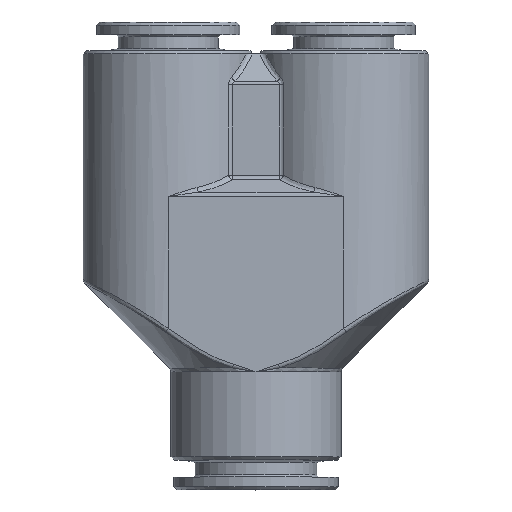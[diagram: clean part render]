
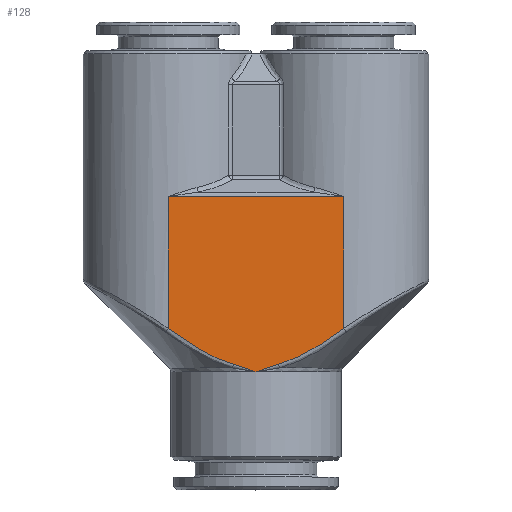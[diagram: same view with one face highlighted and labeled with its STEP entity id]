
A CAD part, top view. The second image highlights one B-rep face of the part: STEP entity #128.
In plain terms, the highlighted planar face has unit normal (0, 0, 1).
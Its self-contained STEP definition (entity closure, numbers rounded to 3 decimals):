
#128 = ADVANCED_FACE( 'NONE', ( #303 ), #304, .F. );
#303 = FACE_OUTER_BOUND( '', #1123, .T. );
#304 = PLANE( '', #1124 );
#1123 = EDGE_LOOP( '', ( #1790, #1791, #1792, #1793, #1794, #1795, #1796 ) );
#1124 = AXIS2_PLACEMENT_3D( '', #1797, #1798, #1799 );
#1790 = ORIENTED_EDGE( '', *, *, #2158, .T. );
#1791 = ORIENTED_EDGE( '', *, *, #2236, .T. );
#1792 = ORIENTED_EDGE( '', *, *, #2227, .F. );
#1793 = ORIENTED_EDGE( '', *, *, #2219, .T. );
#1794 = ORIENTED_EDGE( '', *, *, #2187, .T. );
#1795 = ORIENTED_EDGE( '', *, *, #2123, .T. );
#1796 = ORIENTED_EDGE( '', *, *, #2237, .T. );
#1797 = CARTESIAN_POINT( '', ( -8.25, 27.5, 8. ) );
#1798 = DIRECTION( '', ( 0., 0., -1. ) );
#1799 = DIRECTION( '', ( 0., -1., 0. ) );
#2123 = EDGE_CURVE( 'NONE', #2352, #2360, #2362, .T. );
#2158 = EDGE_CURVE( 'NONE', #2413, #2426, #2427, .T. );
#2187 = EDGE_CURVE( 'NONE', #2467, #2352, #2468, .T. );
#2219 = EDGE_CURVE( 'NONE', #2516, #2467, #2517, .T. );
#2227 = EDGE_CURVE( 'NONE', #2516, #2405, #2527, .T. );
#2236 = EDGE_CURVE( 'NONE', #2426, #2405, #2541, .T. );
#2237 = EDGE_CURVE( 'NONE', #2360, #2413, #2542, .T. );
#2352 = VERTEX_POINT( 'NONE', #2856 );
#2360 = VERTEX_POINT( 'NONE', #2941 );
#2362 = B_SPLINE_CURVE_WITH_KNOTS( '', 3, ( #2943, #2944, #2945, #2946, #2947, #2948, #2949, #2950 ), .UNSPECIFIED., .F., .F., ( 4, 2, 2, 4 ), ( 0., 0.003, 0.005, 0.007 ), .UNSPECIFIED. );
#2405 = VERTEX_POINT( 'NONE', #3064 );
#2413 = VERTEX_POINT( 'NONE', #3142 );
#2426 = VERTEX_POINT( 'NONE', #3184 );
#2427 = B_SPLINE_CURVE_WITH_KNOTS( '', 3, ( #3185, #3186, #3187, #3188 ), .UNSPECIFIED., .F., .F., ( 4, 4 ), ( 0., 0.002 ), .UNSPECIFIED. );
#2467 = VERTEX_POINT( 'NONE', #3340 );
#2468 = LINE( '', #3341, #3342 );
#2516 = VERTEX_POINT( 'NONE', #3468 );
#2517 = LINE( '', #3469, #3470 );
#2527 = LINE( '', #3498, #3499 );
#2541 = B_SPLINE_CURVE_WITH_KNOTS( '', 3, ( #3559, #3560, #3561, #3562, #3563, #3564, #3565, #3566, #3567, #3568 ), .UNSPECIFIED., .F., .F., ( 4, 2, 2, 2, 4 ), ( 0., 0.002, 0.003, 0.005, 0.007 ), .UNSPECIFIED. );
#2542 = B_SPLINE_CURVE_WITH_KNOTS( '', 3, ( #3569, #3570, #3571, #3572 ), .UNSPECIFIED., .F., .F., ( 4, 4 ), ( 0., 0.002 ), .UNSPECIFIED. );
#2856 = CARTESIAN_POINT( '', ( -8.25, 13.364, 8. ) );
#2941 = CARTESIAN_POINT( '', ( -2.116, 10.007, 8. ) );
#2943 = CARTESIAN_POINT( '', ( -8.25, 13.364, 8. ) );
#2944 = CARTESIAN_POINT( '', ( -7.304, 12.664, 8. ) );
#2945 = CARTESIAN_POINT( '', ( -6.339, 12., 8. ) );
#2946 = CARTESIAN_POINT( '', ( -4.826, 11.124, 8. ) );
#2947 = CARTESIAN_POINT( '', ( -4.311, 10.852, 8. ) );
#2948 = CARTESIAN_POINT( '', ( -3.245, 10.372, 8. ) );
#2949 = CARTESIAN_POINT( '', ( -2.695, 10.164, 8. ) );
#2950 = CARTESIAN_POINT( '', ( -2.116, 10.007, 8. ) );
#3064 = CARTESIAN_POINT( '', ( 8.25, 13.364, 8. ) );
#3142 = CARTESIAN_POINT( '', ( 0., 9.3, 8. ) );
#3184 = CARTESIAN_POINT( '', ( 2.116, 10.007, 8. ) );
#3185 = CARTESIAN_POINT( '', ( 0., 9.3, 8. ) );
#3186 = CARTESIAN_POINT( '', ( 0.699, 9.555, 8. ) );
#3187 = CARTESIAN_POINT( '', ( 1.397, 9.812, 8. ) );
#3188 = CARTESIAN_POINT( '', ( 2.116, 10.007, 8. ) );
#3340 = CARTESIAN_POINT( '', ( -8.25, 25.768, 8. ) );
#3341 = CARTESIAN_POINT( '', ( -8.25, 27.5, 8. ) );
#3342 = VECTOR( '', #3862, 1000. );
#3468 = CARTESIAN_POINT( '', ( 8.25, 25.768, 8. ) );
#3469 = CARTESIAN_POINT( '', ( -8.25, 25.768, 8. ) );
#3470 = VECTOR( '', #3914, 1000. );
#3498 = CARTESIAN_POINT( '', ( 8.25, 27.5, 8. ) );
#3499 = VECTOR( '', #3926, 1000. );
#3559 = CARTESIAN_POINT( '', ( 2.116, 10.007, 8. ) );
#3560 = CARTESIAN_POINT( '', ( 2.687, 10.162, 8. ) );
#3561 = CARTESIAN_POINT( '', ( 3.234, 10.368, 8. ) );
#3562 = CARTESIAN_POINT( '', ( 4.298, 10.845, 8. ) );
#3563 = CARTESIAN_POINT( '', ( 4.815, 11.117, 8. ) );
#3564 = CARTESIAN_POINT( '', ( 5.83, 11.704, 8. ) );
#3565 = CARTESIAN_POINT( '', ( 6.326, 12.02, 8. ) );
#3566 = CARTESIAN_POINT( '', ( 7.3, 12.674, 8. ) );
#3567 = CARTESIAN_POINT( '', ( 7.778, 13.015, 8. ) );
#3568 = CARTESIAN_POINT( '', ( 8.25, 13.364, 8. ) );
#3569 = CARTESIAN_POINT( '', ( -2.116, 10.007, 8. ) );
#3570 = CARTESIAN_POINT( '', ( -1.397, 9.812, 8. ) );
#3571 = CARTESIAN_POINT( '', ( -0.699, 9.555, 8. ) );
#3572 = CARTESIAN_POINT( '', ( 0., 9.3, 8. ) );
#3862 = DIRECTION( '', ( 0., -1., 0. ) );
#3914 = DIRECTION( '', ( -1., 0., 0. ) );
#3926 = DIRECTION( '', ( 0., -1., 0. ) );
